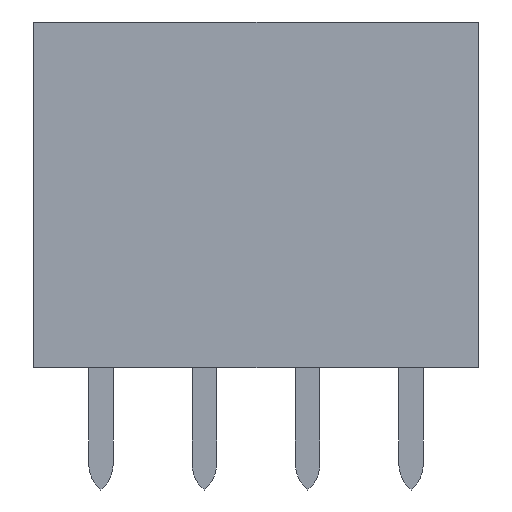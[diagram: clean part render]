
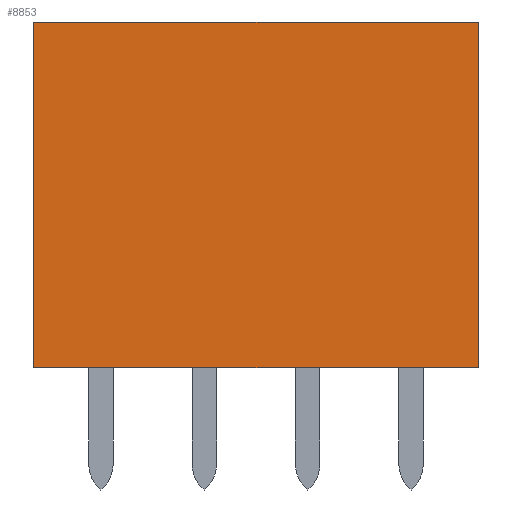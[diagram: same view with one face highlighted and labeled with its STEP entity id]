
A CAD part, front view. The second image highlights one B-rep face of the part: STEP entity #8853.
In plain terms, the highlighted face is planar.
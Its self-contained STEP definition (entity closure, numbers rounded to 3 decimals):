
#4569 = VERTEX_POINT('',#4570);
#4570 = CARTESIAN_POINT('',(9.27,1.2,0.));
#4579 = PLANE('',#4580);
#4580 = AXIS2_PLACEMENT_3D('',#4581,#4582,#4583);
#4581 = CARTESIAN_POINT('',(9.27,1.2,0.));
#4582 = DIRECTION('',(1.,0.,0.));
#4583 = DIRECTION('',(0.,-1.,0.));
#4591 = PLANE('',#4592);
#4592 = AXIS2_PLACEMENT_3D('',#4593,#4594,#4595);
#4593 = CARTESIAN_POINT('',(-1.65,1.2,0.));
#4594 = DIRECTION('',(0.,0.,1.));
#4595 = DIRECTION('',(1.,0.,0.));
#4603 = EDGE_CURVE('',#4569,#4604,#4606,.T.);
#4604 = VERTEX_POINT('',#4605);
#4605 = CARTESIAN_POINT('',(9.27,1.2,8.5));
#4606 = SURFACE_CURVE('',#4607,(#4611,#4618),.PCURVE_S1.);
#4607 = LINE('',#4608,#4609);
#4608 = CARTESIAN_POINT('',(9.27,1.2,0.));
#4609 = VECTOR('',#4610,1.);
#4610 = DIRECTION('',(0.,0.,1.));
#4611 = PCURVE('',#4579,#4612);
#4612 = DEFINITIONAL_REPRESENTATION('',(#4613),#4617);
#4613 = LINE('',#4614,#4615);
#4614 = CARTESIAN_POINT('',(0.,0.));
#4615 = VECTOR('',#4616,1.);
#4616 = DIRECTION('',(0.,-1.));
#4617 = ( GEOMETRIC_REPRESENTATION_CONTEXT(2) 
PARAMETRIC_REPRESENTATION_CONTEXT() REPRESENTATION_CONTEXT('2D SPACE',''
  ) );
#4618 = PCURVE('',#4619,#4624);
#4619 = PLANE('',#4620);
#4620 = AXIS2_PLACEMENT_3D('',#4621,#4622,#4623);
#4621 = CARTESIAN_POINT('',(-1.65,1.2,0.));
#4622 = DIRECTION('',(0.,1.,0.));
#4623 = DIRECTION('',(0.,0.,1.));
#4624 = DEFINITIONAL_REPRESENTATION('',(#4625),#4629);
#4625 = LINE('',#4626,#4627);
#4626 = CARTESIAN_POINT('',(0.,10.92));
#4627 = VECTOR('',#4628,1.);
#4628 = DIRECTION('',(1.,0.));
#4629 = ( GEOMETRIC_REPRESENTATION_CONTEXT(2) 
PARAMETRIC_REPRESENTATION_CONTEXT() REPRESENTATION_CONTEXT('2D SPACE',''
  ) );
#4647 = PLANE('',#4648);
#4648 = AXIS2_PLACEMENT_3D('',#4649,#4650,#4651);
#4649 = CARTESIAN_POINT('',(0.89,-1.2,8.5));
#4650 = DIRECTION('',(0.,0.,1.));
#4651 = DIRECTION('',(1.,0.,0.));
#5723 = PLANE('',#5724);
#5724 = AXIS2_PLACEMENT_3D('',#5725,#5726,#5727);
#5725 = CARTESIAN_POINT('',(-1.65,-1.2,0.));
#5726 = DIRECTION('',(-1.,0.,0.));
#5727 = DIRECTION('',(0.,1.,0.));
#6227 = VERTEX_POINT('',#6228);
#6228 = CARTESIAN_POINT('',(-1.65,1.2,8.5));
#6249 = EDGE_CURVE('',#6250,#6227,#6252,.T.);
#6250 = VERTEX_POINT('',#6251);
#6251 = CARTESIAN_POINT('',(-1.65,1.2,0.));
#6252 = SURFACE_CURVE('',#6253,(#6257,#6264),.PCURVE_S1.);
#6253 = LINE('',#6254,#6255);
#6254 = CARTESIAN_POINT('',(-1.65,1.2,0.));
#6255 = VECTOR('',#6256,1.);
#6256 = DIRECTION('',(0.,0.,1.));
#6257 = PCURVE('',#5723,#6258);
#6258 = DEFINITIONAL_REPRESENTATION('',(#6259),#6263);
#6259 = LINE('',#6260,#6261);
#6260 = CARTESIAN_POINT('',(2.4,0.));
#6261 = VECTOR('',#6262,1.);
#6262 = DIRECTION('',(0.,-1.));
#6263 = ( GEOMETRIC_REPRESENTATION_CONTEXT(2) 
PARAMETRIC_REPRESENTATION_CONTEXT() REPRESENTATION_CONTEXT('2D SPACE',''
  ) );
#6264 = PCURVE('',#4619,#6265);
#6265 = DEFINITIONAL_REPRESENTATION('',(#6266),#6270);
#6266 = LINE('',#6267,#6268);
#6267 = CARTESIAN_POINT('',(0.,0.));
#6268 = VECTOR('',#6269,1.);
#6269 = DIRECTION('',(1.,0.));
#6270 = ( GEOMETRIC_REPRESENTATION_CONTEXT(2) 
PARAMETRIC_REPRESENTATION_CONTEXT() REPRESENTATION_CONTEXT('2D SPACE',''
  ) );
#6810 = EDGE_CURVE('',#6250,#4569,#6811,.T.);
#6811 = SURFACE_CURVE('',#6812,(#6816,#6823),.PCURVE_S1.);
#6812 = LINE('',#6813,#6814);
#6813 = CARTESIAN_POINT('',(-1.65,1.2,0.));
#6814 = VECTOR('',#6815,1.);
#6815 = DIRECTION('',(1.,0.,0.));
#6816 = PCURVE('',#4591,#6817);
#6817 = DEFINITIONAL_REPRESENTATION('',(#6818),#6822);
#6818 = LINE('',#6819,#6820);
#6819 = CARTESIAN_POINT('',(0.,0.));
#6820 = VECTOR('',#6821,1.);
#6821 = DIRECTION('',(1.,0.));
#6822 = ( GEOMETRIC_REPRESENTATION_CONTEXT(2) 
PARAMETRIC_REPRESENTATION_CONTEXT() REPRESENTATION_CONTEXT('2D SPACE',''
  ) );
#6823 = PCURVE('',#4619,#6824);
#6824 = DEFINITIONAL_REPRESENTATION('',(#6825),#6829);
#6825 = LINE('',#6826,#6827);
#6826 = CARTESIAN_POINT('',(0.,0.));
#6827 = VECTOR('',#6828,1.);
#6828 = DIRECTION('',(0.,1.));
#6829 = ( GEOMETRIC_REPRESENTATION_CONTEXT(2) 
PARAMETRIC_REPRESENTATION_CONTEXT() REPRESENTATION_CONTEXT('2D SPACE',''
  ) );
#8853 = ADVANCED_FACE('',(#8854),#4619,.T.);
#8854 = FACE_BOUND('',#8855,.T.);
#8855 = EDGE_LOOP('',(#8856,#8857,#8858,#8879));
#8856 = ORIENTED_EDGE('',*,*,#6810,.F.);
#8857 = ORIENTED_EDGE('',*,*,#6249,.T.);
#8858 = ORIENTED_EDGE('',*,*,#8859,.T.);
#8859 = EDGE_CURVE('',#6227,#4604,#8860,.T.);
#8860 = SURFACE_CURVE('',#8861,(#8865,#8872),.PCURVE_S1.);
#8861 = LINE('',#8862,#8863);
#8862 = CARTESIAN_POINT('',(-1.65,1.2,8.5));
#8863 = VECTOR('',#8864,1.);
#8864 = DIRECTION('',(1.,0.,0.));
#8865 = PCURVE('',#4619,#8866);
#8866 = DEFINITIONAL_REPRESENTATION('',(#8867),#8871);
#8867 = LINE('',#8868,#8869);
#8868 = CARTESIAN_POINT('',(8.5,0.));
#8869 = VECTOR('',#8870,1.);
#8870 = DIRECTION('',(0.,1.));
#8871 = ( GEOMETRIC_REPRESENTATION_CONTEXT(2) 
PARAMETRIC_REPRESENTATION_CONTEXT() REPRESENTATION_CONTEXT('2D SPACE',''
  ) );
#8872 = PCURVE('',#4647,#8873);
#8873 = DEFINITIONAL_REPRESENTATION('',(#8874),#8878);
#8874 = LINE('',#8875,#8876);
#8875 = CARTESIAN_POINT('',(-2.54,2.4));
#8876 = VECTOR('',#8877,1.);
#8877 = DIRECTION('',(1.,0.));
#8878 = ( GEOMETRIC_REPRESENTATION_CONTEXT(2) 
PARAMETRIC_REPRESENTATION_CONTEXT() REPRESENTATION_CONTEXT('2D SPACE',''
  ) );
#8879 = ORIENTED_EDGE('',*,*,#4603,.F.);
